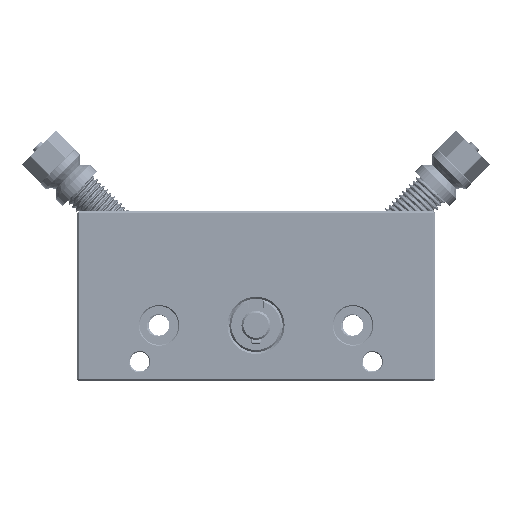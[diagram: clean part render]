
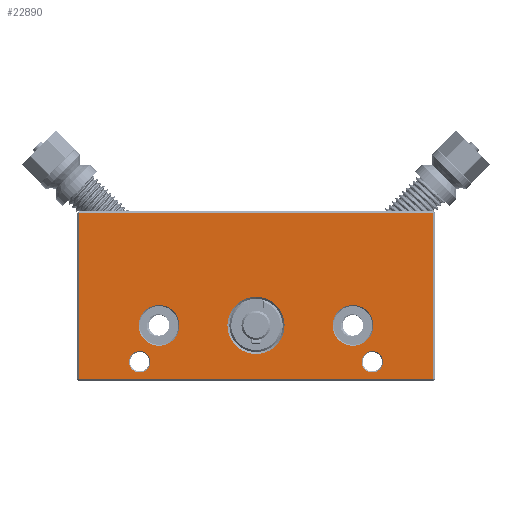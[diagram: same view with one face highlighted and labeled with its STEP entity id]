
A CAD part, front view. The second image highlights one B-rep face of the part: STEP entity #22890.
In plain terms, the highlighted planar face has unit normal (0, -1, 0).
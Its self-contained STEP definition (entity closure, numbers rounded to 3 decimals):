
#187=FACE_BOUND('',#2518,.T.);
#188=FACE_BOUND('',#2519,.T.);
#189=FACE_BOUND('',#2520,.T.);
#190=FACE_BOUND('',#2521,.T.);
#191=FACE_BOUND('',#2522,.T.);
#583=PLANE('',#24397);
#1184=FACE_OUTER_BOUND('',#2517,.T.);
#2517=EDGE_LOOP('',(#15908,#15909,#15910,#15911));
#2518=EDGE_LOOP('',(#15912));
#2519=EDGE_LOOP('',(#15913));
#2520=EDGE_LOOP('',(#15914));
#2521=EDGE_LOOP('',(#15915));
#2522=EDGE_LOOP('',(#15916));
#3594=CIRCLE('',#24398,5.9);
#3595=CIRCLE('',#24399,4.2);
#3596=CIRCLE('',#24400,2.2);
#3597=CIRCLE('',#24401,2.2);
#3598=CIRCLE('',#24402,4.2);
#6591=LINE('',#43823,#7513);
#6601=LINE('',#43843,#7523);
#6609=LINE('',#43857,#7531);
#6611=LINE('',#43860,#7533);
#7513=VECTOR('',#26664,10.);
#7523=VECTOR('',#26682,10.);
#7531=VECTOR('',#26696,10.);
#7533=VECTOR('',#26700,10.);
#8986=VERTEX_POINT('',#43796);
#8993=VERTEX_POINT('',#43814);
#8998=VERTEX_POINT('',#43836);
#9003=VERTEX_POINT('',#43852);
#9010=VERTEX_POINT('',#43888);
#9011=VERTEX_POINT('',#43890);
#9012=VERTEX_POINT('',#43892);
#9013=VERTEX_POINT('',#43894);
#9014=VERTEX_POINT('',#43896);
#11737=EDGE_CURVE('',#8986,#8993,#6591,.T.);
#11747=EDGE_CURVE('',#8998,#8986,#6601,.T.);
#11755=EDGE_CURVE('',#8993,#9003,#6609,.T.);
#11757=EDGE_CURVE('',#9003,#8998,#6611,.T.);
#11772=EDGE_CURVE('',#9010,#9010,#3594,.T.);
#11773=EDGE_CURVE('',#9011,#9011,#3595,.T.);
#11774=EDGE_CURVE('',#9012,#9012,#3596,.T.);
#11775=EDGE_CURVE('',#9013,#9013,#3597,.T.);
#11776=EDGE_CURVE('',#9014,#9014,#3598,.T.);
#15908=ORIENTED_EDGE('',*,*,#11737,.F.);
#15909=ORIENTED_EDGE('',*,*,#11747,.F.);
#15910=ORIENTED_EDGE('',*,*,#11757,.F.);
#15911=ORIENTED_EDGE('',*,*,#11755,.F.);
#15912=ORIENTED_EDGE('',*,*,#11772,.F.);
#15913=ORIENTED_EDGE('',*,*,#11773,.F.);
#15914=ORIENTED_EDGE('',*,*,#11774,.F.);
#15915=ORIENTED_EDGE('',*,*,#11775,.F.);
#15916=ORIENTED_EDGE('',*,*,#11776,.F.);
#22890=ADVANCED_FACE('',(#1184,#187,#188,#189,#190,#191),#583,.T.);
#24397=AXIS2_PLACEMENT_3D('',#43887,#26733,#26734);
#24398=AXIS2_PLACEMENT_3D('',#43889,#26735,#26736);
#24399=AXIS2_PLACEMENT_3D('',#43891,#26737,#26738);
#24400=AXIS2_PLACEMENT_3D('',#43893,#26739,#26740);
#24401=AXIS2_PLACEMENT_3D('',#43895,#26741,#26742);
#24402=AXIS2_PLACEMENT_3D('',#43897,#26743,#26744);
#26664=DIRECTION('',(-1.,0.,0.));
#26682=DIRECTION('',(0.,0.,-1.));
#26696=DIRECTION('',(0.,0.,1.));
#26700=DIRECTION('',(1.,0.,0.));
#26733=DIRECTION('center_axis',(0.,-1.,0.));
#26734=DIRECTION('ref_axis',(1.,0.,0.));
#26735=DIRECTION('center_axis',(0.,-1.,0.));
#26736=DIRECTION('ref_axis',(-1.,0.,0.));
#26737=DIRECTION('center_axis',(0.,-1.,0.));
#26738=DIRECTION('ref_axis',(0.,0.,1.));
#26739=DIRECTION('center_axis',(0.,-1.,0.));
#26740=DIRECTION('ref_axis',(0.,0.,1.));
#26741=DIRECTION('center_axis',(0.,-1.,0.));
#26742=DIRECTION('ref_axis',(0.,0.,1.));
#26743=DIRECTION('center_axis',(0.,-1.,0.));
#26744=DIRECTION('ref_axis',(0.,0.,1.));
#43796=CARTESIAN_POINT('',(73.6,0.,0.4));
#43814=CARTESIAN_POINT('',(0.4,0.,0.4));
#43823=CARTESIAN_POINT('',(18.5,0.,0.4));
#43836=CARTESIAN_POINT('',(73.6,0.,34.6));
#43843=CARTESIAN_POINT('',(73.6,0.,0.));
#43852=CARTESIAN_POINT('',(0.4,0.,34.6));
#43857=CARTESIAN_POINT('',(0.4,0.,0.));
#43860=CARTESIAN_POINT('',(18.5,0.,34.6));
#43887=CARTESIAN_POINT('Origin',(0.,0.,0.));
#43888=CARTESIAN_POINT('',(42.9,0.,11.5));
#43889=CARTESIAN_POINT('Origin',(37.,0.,11.5));
#43890=CARTESIAN_POINT('',(57.,0.,7.3));
#43891=CARTESIAN_POINT('Origin',(57.,0.,11.5));
#43892=CARTESIAN_POINT('',(13.,0.,1.8));
#43893=CARTESIAN_POINT('Origin',(13.,0.,4.));
#43894=CARTESIAN_POINT('',(61.,0.,1.8));
#43895=CARTESIAN_POINT('Origin',(61.,0.,4.));
#43896=CARTESIAN_POINT('',(17.,0.,7.3));
#43897=CARTESIAN_POINT('Origin',(17.,0.,11.5));
